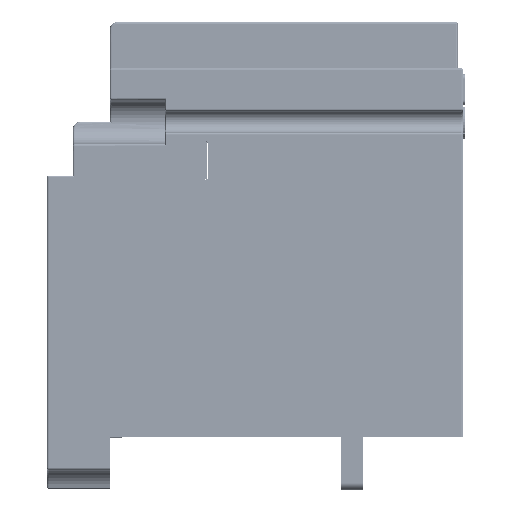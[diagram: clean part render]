
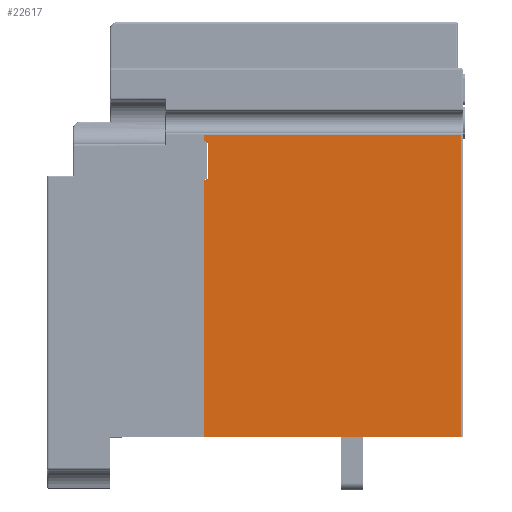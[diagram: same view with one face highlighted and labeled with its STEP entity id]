
A CAD part, left-side view. The second image highlights one B-rep face of the part: STEP entity #22617.
In plain terms, the highlighted planar face has unit normal (-1, 0, 0).
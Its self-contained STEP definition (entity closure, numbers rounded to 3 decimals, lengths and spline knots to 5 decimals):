
#3685=DIRECTION('',(0.,1.,0.));
#3686=VECTOR('',#3685,0.0695);
#3687=CARTESIAN_POINT('',(-0.07,-0.0695,-0.0478));
#3688=LINE('',#3687,#3686);
#3723=DIRECTION('',(0.,0.,1.));
#3724=VECTOR('',#3723,0.0696);
#3725=CARTESIAN_POINT('',(-0.07,0.,-0.0478));
#3726=LINE('',#3725,#3724);
#5916=DIRECTION('',(0.,-0.966,-0.259));
#5917=VECTOR('',#5916,0.00104);
#5918=CARTESIAN_POINT('',(-0.07,0.,0.0324));
#5919=LINE('',#5918,#5917);
#5920=DIRECTION('',(0.,0.,-1.));
#5921=VECTOR('',#5920,0.00164);
#5922=CARTESIAN_POINT('',(-0.07,0.,0.03404));
#5923=LINE('',#5922,#5921);
#5924=DIRECTION('',(0.,0.966,-0.259));
#5925=VECTOR('',#5924,0.00104);
#5926=CARTESIAN_POINT('',(-0.07,-0.001,0.02207));
#5927=LINE('',#5926,#5925);
#5936=DIRECTION('',(0.,0.,1.));
#5937=VECTOR('',#5936,0.01006);
#5938=CARTESIAN_POINT('',(-0.07,-0.001,0.02207));
#5939=LINE('',#5938,#5937);
#5948=DIRECTION('',(0.,-1.,0.));
#5949=VECTOR('',#5948,0.0695);
#5950=CARTESIAN_POINT('',(-0.07,0.,0.03404));
#5951=LINE('',#5950,#5949);
#8376=DIRECTION('',(0.,0.,-1.));
#8377=VECTOR('',#8376,0.08184);
#8378=CARTESIAN_POINT('',(-0.07,-0.0695,0.03404));
#8379=LINE('',#8378,#8377);
#12798=CARTESIAN_POINT('',(-0.07,0.,0.0324));
#12800=VERTEX_POINT('',#12798);
#12846=CARTESIAN_POINT('',(-0.07,0.,0.03404));
#12847=VERTEX_POINT('',#12846);
#12848=CARTESIAN_POINT('',(-0.07,-0.001,0.03213));
#12849=VERTEX_POINT('',#12848);
#12852=CARTESIAN_POINT('',(-0.07,-0.0695,0.03404));
#12853=VERTEX_POINT('',#12852);
#12854=CARTESIAN_POINT('',(-0.07,-0.0695,-0.0478));
#12855=VERTEX_POINT('',#12854);
#12856=CARTESIAN_POINT('',(-0.07,0.,-0.0478));
#12857=VERTEX_POINT('',#12856);
#12858=CARTESIAN_POINT('',(-0.07,0.,0.0218));
#12859=VERTEX_POINT('',#12858);
#12860=CARTESIAN_POINT('',(-0.07,-0.001,0.02207));
#12861=VERTEX_POINT('',#12860);
#22597=CARTESIAN_POINT('',(-0.07,-0.07,-0.0355));
#22598=DIRECTION('',(-1.,0.,0.));
#22599=DIRECTION('',(0.,0.,1.));
#22600=AXIS2_PLACEMENT_3D('',#22597,#22598,#22599);
#22601=PLANE('',#22600);
#22603=ORIENTED_EDGE('',*,*,#22602,.T.);
#22605=ORIENTED_EDGE('',*,*,#22604,.F.);
#22606=ORIENTED_EDGE('',*,*,#22532,.F.);
#22608=ORIENTED_EDGE('',*,*,#22607,.T.);
#22610=ORIENTED_EDGE('',*,*,#22609,.T.);
#22611=ORIENTED_EDGE('',*,*,#19688,.T.);
#22612=ORIENTED_EDGE('',*,*,#19736,.T.);
#22614=ORIENTED_EDGE('',*,*,#22613,.F.);
#22615=EDGE_LOOP('',(#22603,#22605,#22606,#22608,#22610,#22611,#22612,#22614));
#22616=FACE_OUTER_BOUND('',#22615,.F.);
#22617=ADVANCED_FACE('',(#22616),#22601,.T.);
#19688=EDGE_CURVE('',#12855,#12857,#3688,.T.);
#19736=EDGE_CURVE('',#12857,#12859,#3726,.T.);
#22532=EDGE_CURVE('',#12847,#12800,#5923,.T.);
#22602=EDGE_CURVE('',#12861,#12849,#5939,.T.);
#22604=EDGE_CURVE('',#12800,#12849,#5919,.T.);
#22607=EDGE_CURVE('',#12847,#12853,#5951,.T.);
#22609=EDGE_CURVE('',#12853,#12855,#8379,.T.);
#22613=EDGE_CURVE('',#12861,#12859,#5927,.T.);
